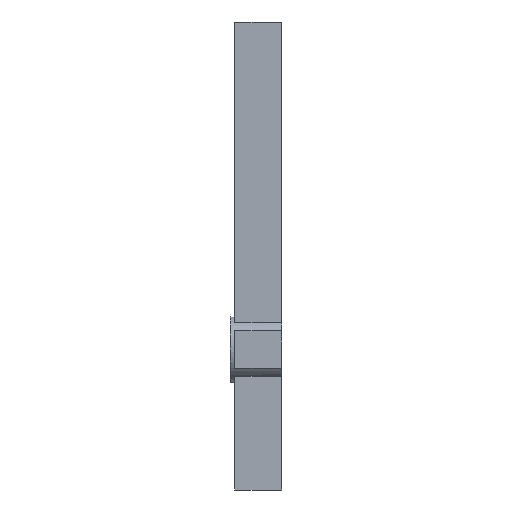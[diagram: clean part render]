
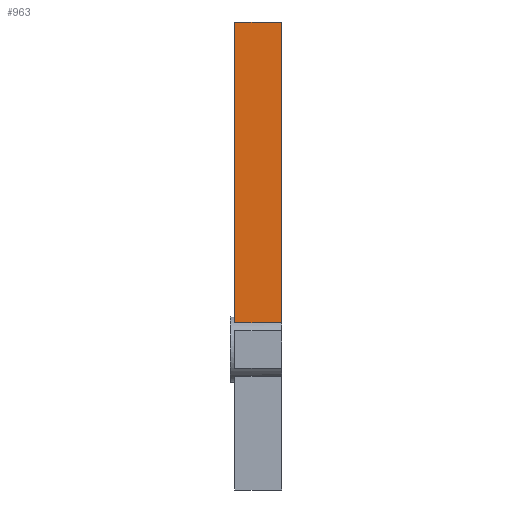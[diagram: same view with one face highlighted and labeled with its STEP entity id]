
A CAD part, front view. The second image highlights one B-rep face of the part: STEP entity #963.
In plain terms, the highlighted planar face has unit normal (0, -1, 0).
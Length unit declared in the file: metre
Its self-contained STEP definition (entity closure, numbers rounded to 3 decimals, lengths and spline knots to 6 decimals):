
#40=LINE('',#1453,#136);
#79=LINE('',#1541,#175);
#80=LINE('',#1543,#176);
#81=LINE('',#1545,#177);
#136=VECTOR('',#1158,1.);
#175=VECTOR('',#1237,1.);
#176=VECTOR('',#1240,1.);
#177=VECTOR('',#1241,1.);
#314=ORIENTED_EDGE('',*,*,#558,.T.);
#315=ORIENTED_EDGE('',*,*,#557,.F.);
#316=ORIENTED_EDGE('',*,*,#512,.F.);
#317=ORIENTED_EDGE('',*,*,#559,.T.);
#512=EDGE_CURVE('',#647,#648,#40,.T.);
#557=EDGE_CURVE('',#648,#676,#79,.T.);
#558=EDGE_CURVE('',#677,#676,#80,.T.);
#559=EDGE_CURVE('',#647,#677,#81,.T.);
#647=VERTEX_POINT('',#1452);
#648=VERTEX_POINT('',#1454);
#676=VERTEX_POINT('',#1540);
#677=VERTEX_POINT('',#1544);
#775=EDGE_LOOP('',(#314,#315,#316,#317));
#847=FACE_BOUND('',#775,.T.);
#917=PLANE('',#1046);
#963=ADVANCED_FACE('',(#847),#917,.T.);
#1046=AXIS2_PLACEMENT_3D('',#1542,#1238,#1239);
#1158=DIRECTION('',(0.,0.,1.));
#1237=DIRECTION('',(1.,0.,0.));
#1238=DIRECTION('',(0.,-1.,0.));
#1239=DIRECTION('',(0.,0.,-1.));
#1240=DIRECTION('',(0.,0.,1.));
#1241=DIRECTION('',(1.,0.,0.));
#1452=CARTESIAN_POINT('',(0.1118,-0.0916,0.005745));
#1453=CARTESIAN_POINT('',(0.1118,-0.0916,0.037872));
#1454=CARTESIAN_POINT('',(0.1118,-0.0916,0.07));
#1540=CARTESIAN_POINT('',(0.1218,-0.0916,0.07));
#1541=CARTESIAN_POINT('',(0.1118,-0.0916,0.07));
#1542=CARTESIAN_POINT('',(0.1118,-0.0916,0.037872));
#1543=CARTESIAN_POINT('',(0.1218,-0.0916,0.037872));
#1544=CARTESIAN_POINT('',(0.1218,-0.0916,0.005745));
#1545=CARTESIAN_POINT('',(0.1118,-0.0916,0.005745));
